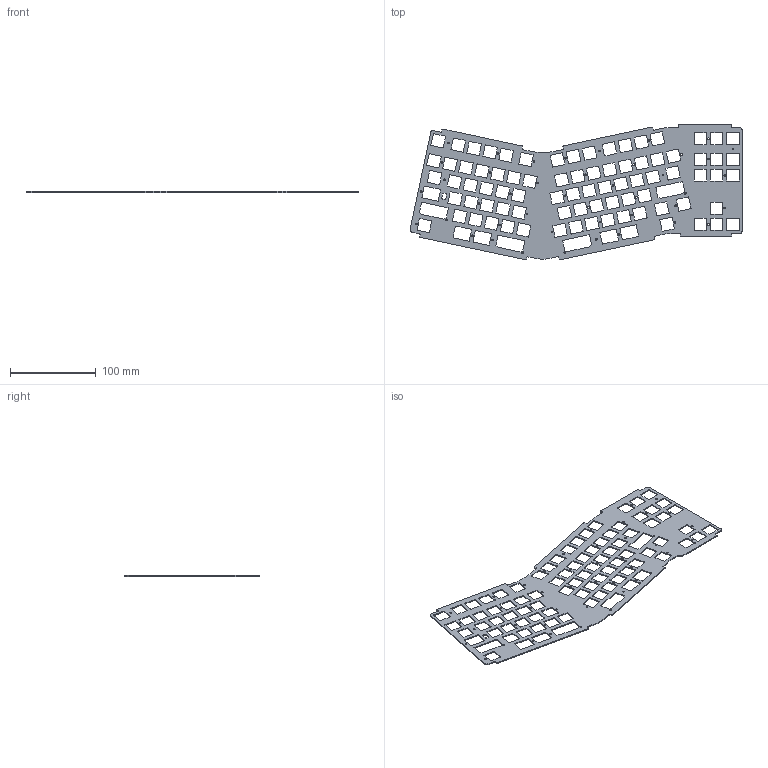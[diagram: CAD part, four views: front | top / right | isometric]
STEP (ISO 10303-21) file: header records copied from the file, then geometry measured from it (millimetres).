
FILE_DESCRIPTION(/* description */ (''),/* implementation_level */ '2;1');
FILE_NAME(/* name */ 'Virgo_Plate_Splits.step',/* time_stamp */ '2024-01-20T21:17:48+01:00',/* author */ (''),/* organization */ (''),/* preprocessor_version */ 'ST-DEVELOPER v20',/* originating_system */ 'Autodesk Translation Framework v12.14.0.127',/* authorisation */ '');
FILE_SCHEMA (('AUTOMOTIVE_DESIGN { 1 0 10303 214 3 1 1 }'));
Length unit declared in the file: millimetre
Products named in the file (1): Split BS 
Bounding box: 387.31 x 158.14 x 1.2 mm (x, y, z)
Volume: 34638.7 mm3; surface area: 65628.4 mm2
Topology: 1 solids, 1 shells, 840 faces, 2514 edges, 1676 vertices
Faces by surface type: cylinder 432, plane 408
Full cylindrical faces by diameter (mm): 2 x43
Entity records: 29111 total; most frequent: DIRECTION 5060, CARTESIAN_POINT 5031, ORIENTED_EDGE 5028, EDGE_CURVE 2514, AXIS2_PLACEMENT_3D 1705, VERTEX_POINT 1676, LINE 1650, VECTOR 1650
